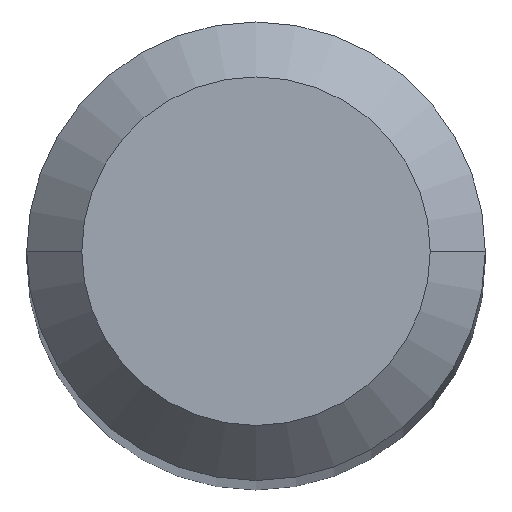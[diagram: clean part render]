
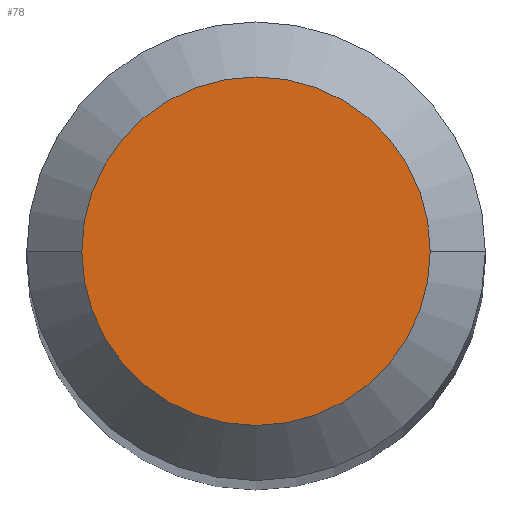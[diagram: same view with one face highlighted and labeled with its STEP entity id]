
A CAD part, top view. The second image highlights one B-rep face of the part: STEP entity #78.
In plain terms, the highlighted planar face has unit normal (0, 0, 1).
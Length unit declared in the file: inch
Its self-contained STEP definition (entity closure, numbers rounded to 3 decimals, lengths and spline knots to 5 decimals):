
#15 = AXIS2_PLACEMENT_3D ( 'NONE', #225, #34, #164 ) ;
#17 = PLANE ( 'NONE',  #15 ) ;
#26 = EDGE_CURVE ( 'NONE', #120, #99, #194, .T. ) ;
#34 = DIRECTION ( 'NONE',  ( 0., 0., 1. ) ) ;
#69 = CARTESIAN_POINT ( 'NONE',  ( 0., 0., 1.5 ) ) ;
#78 = ADVANCED_FACE ( 'NONE', ( #242 ), #17, .T. ) ;
#83 = DIRECTION ( 'NONE',  ( 1., 0., 0. ) ) ;
#89 = AXIS2_PLACEMENT_3D ( 'NONE', #69, #196, #83 ) ;
#92 = ORIENTED_EDGE ( 'NONE', *, *, #26, .T. ) ;
#96 = CARTESIAN_POINT ( 'NONE',  ( 0., 0., 1.5 ) ) ;
#99 = VERTEX_POINT ( 'NONE', #144 ) ;
#118 = DIRECTION ( 'NONE',  ( 1., 0., 0. ) ) ;
#120 = VERTEX_POINT ( 'NONE', #129 ) ;
#129 = CARTESIAN_POINT ( 'NONE',  ( -0.095, 0., 1.5 ) ) ;
#136 = EDGE_LOOP ( 'NONE', ( #92, #183 ) ) ;
#144 = CARTESIAN_POINT ( 'NONE',  ( 0.095, 0., 1.5 ) ) ;
#163 = EDGE_CURVE ( 'NONE', #99, #120, #165, .T. ) ;
#164 = DIRECTION ( 'NONE',  ( 1., 0., 0. ) ) ;
#165 = CIRCLE ( 'NONE', #193, 0.095 ) ;
#183 = ORIENTED_EDGE ( 'NONE', *, *, #163, .T. ) ;
#193 = AXIS2_PLACEMENT_3D ( 'NONE', #96, #230, #118 ) ;
#194 = CIRCLE ( 'NONE', #89, 0.095 ) ;
#196 = DIRECTION ( 'NONE',  ( 0., 0., 1. ) ) ;
#225 = CARTESIAN_POINT ( 'NONE',  ( 0., 0., 1.5 ) ) ;
#230 = DIRECTION ( 'NONE',  ( 0., 0., 1. ) ) ;
#242 = FACE_OUTER_BOUND ( 'NONE', #136, .T. ) ;
